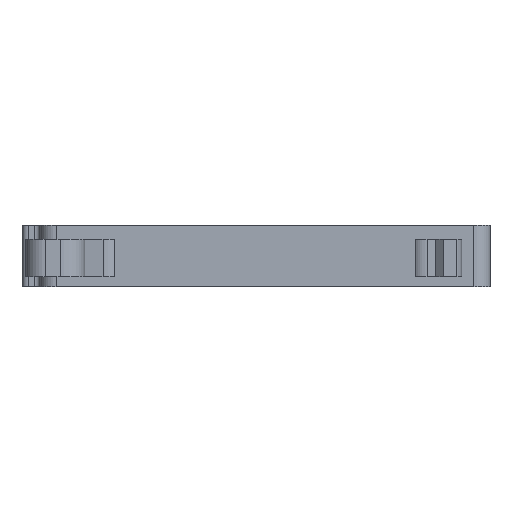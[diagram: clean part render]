
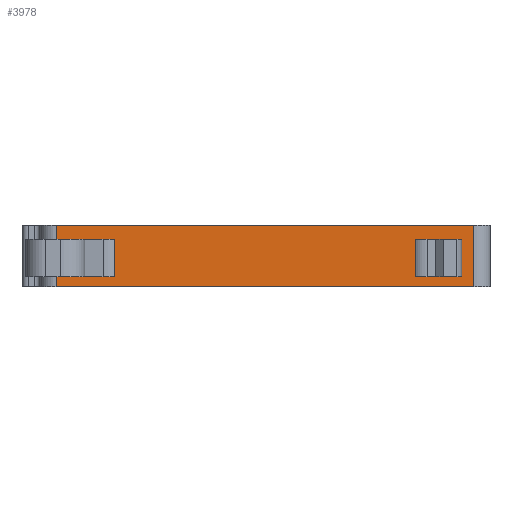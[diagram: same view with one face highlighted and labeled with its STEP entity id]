
A CAD part, front view. The second image highlights one B-rep face of the part: STEP entity #3978.
In plain terms, the highlighted planar face has unit normal (0, -1, 0).
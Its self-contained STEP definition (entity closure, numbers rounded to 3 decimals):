
#132 = ORIENTED_EDGE ( 'NONE', *, *, #394, .F. ) ;
#170 = CARTESIAN_POINT ( 'NONE',  ( -19.5, -2.499, -5. ) ) ;
#215 = VECTOR ( 'NONE', #5205, 1000. ) ;
#383 = ORIENTED_EDGE ( 'NONE', *, *, #1227, .F. ) ;
#394 = EDGE_CURVE ( 'NONE', #4617, #4299, #787, .T. ) ;
#505 = CARTESIAN_POINT ( 'NONE',  ( -19.5, -2.499, -0.15 ) ) ;
#548 = DIRECTION ( 'NONE',  ( -1., 0., 0. ) ) ;
#565 = LINE ( 'NONE', #878, #739 ) ;
#586 = LINE ( 'NONE', #3425, #5989 ) ;
#695 = EDGE_CURVE ( 'NONE', #2320, #1402, #2128, .T. ) ;
#729 = EDGE_CURVE ( 'NONE', #3959, #5225, #4092, .T. ) ;
#739 = VECTOR ( 'NONE', #2944, 1000. ) ;
#787 = LINE ( 'NONE', #2765, #6010 ) ;
#878 = CARTESIAN_POINT ( 'NONE',  ( 18.145, -2.499, -5. ) ) ;
#915 = FACE_BOUND ( 'NONE', #2977, .T. ) ;
#933 = VECTOR ( 'NONE', #2724, 1000. ) ;
#1092 = ORIENTED_EDGE ( 'NONE', *, *, #4789, .F. ) ;
#1197 = VECTOR ( 'NONE', #6021, 1000. ) ;
#1227 = EDGE_CURVE ( 'NONE', #5479, #4662, #2578, .T. ) ;
#1254 = DIRECTION ( 'NONE',  ( 0., 0., -1. ) ) ;
#1272 = VECTOR ( 'NONE', #5970, 1000. ) ;
#1331 = CARTESIAN_POINT ( 'NONE',  ( 19.5, -2.499, 0.8 ) ) ;
#1402 = VERTEX_POINT ( 'NONE', #4170 ) ;
#1422 = CARTESIAN_POINT ( 'NONE',  ( 18.145, -2.499, 4.3 ) ) ;
#1469 = ORIENTED_EDGE ( 'NONE', *, *, #729, .F. ) ;
#1482 = EDGE_LOOP ( 'NONE', ( #5744, #1092, #383, #3077 ) ) ;
#1509 = LINE ( 'NONE', #5007, #4123 ) ;
#1544 = CARTESIAN_POINT ( 'NONE',  ( -18.37, -2.499, 0.8 ) ) ;
#1739 = VERTEX_POINT ( 'NONE', #6680 ) ;
#1828 = DIRECTION ( 'NONE',  ( -1., 0., 0. ) ) ;
#1973 = VERTEX_POINT ( 'NONE', #5311 ) ;
#2128 = LINE ( 'NONE', #2135, #3343 ) ;
#2135 = CARTESIAN_POINT ( 'NONE',  ( 19.5, -2.499, 4.3 ) ) ;
#2140 = EDGE_CURVE ( 'NONE', #5225, #6131, #4212, .T. ) ;
#2304 = CARTESIAN_POINT ( 'NONE',  ( -18.37, -2.499, -5. ) ) ;
#2320 = VERTEX_POINT ( 'NONE', #2813 ) ;
#2466 = VECTOR ( 'NONE', #1254, 1000. ) ;
#2578 = LINE ( 'NONE', #1331, #1197 ) ;
#2692 = VECTOR ( 'NONE', #6448, 1000. ) ;
#2712 = CARTESIAN_POINT ( 'NONE',  ( 19.5, -2.499, 5.6 ) ) ;
#2724 = DIRECTION ( 'NONE',  ( -1., 0., 0. ) ) ;
#2765 = CARTESIAN_POINT ( 'NONE',  ( 19.5, -2.499, 0.8 ) ) ;
#2776 = CARTESIAN_POINT ( 'NONE',  ( -19.5, -2.499, 5.6 ) ) ;
#2813 = CARTESIAN_POINT ( 'NONE',  ( -14.091, -2.499, 4.3 ) ) ;
#2818 = LINE ( 'NONE', #3374, #1272 ) ;
#2824 = EDGE_CURVE ( 'NONE', #4645, #1973, #4513, .T. ) ;
#2944 = DIRECTION ( 'NONE',  ( 0., 0., 1. ) ) ;
#2977 = EDGE_LOOP ( 'NONE', ( #5580, #5997, #132, #4252 ) ) ;
#3056 = EDGE_CURVE ( 'NONE', #1739, #3959, #3723, .T. ) ;
#3077 = ORIENTED_EDGE ( 'NONE', *, *, #3599, .F. ) ;
#3144 = DIRECTION ( 'NONE',  ( -1., 0., 0. ) ) ;
#3343 = VECTOR ( 'NONE', #548, 1000. ) ;
#3374 = CARTESIAN_POINT ( 'NONE',  ( 19.5, -2.499, -5. ) ) ;
#3425 = CARTESIAN_POINT ( 'NONE',  ( 14.083, -2.499, -5. ) ) ;
#3599 = EDGE_CURVE ( 'NONE', #1402, #5479, #5401, .T. ) ;
#3723 = LINE ( 'NONE', #5846, #933 ) ;
#3787 = AXIS2_PLACEMENT_3D ( 'NONE', #4171, #6267, #3144 ) ;
#3959 = VERTEX_POINT ( 'NONE', #505 ) ;
#3978 = ADVANCED_FACE ( 'NONE', ( #4891, #915, #5060 ), #5742, .F. ) ;
#4053 = EDGE_CURVE ( 'NONE', #4299, #4645, #565, .T. ) ;
#4092 = LINE ( 'NONE', #170, #2692 ) ;
#4123 = VECTOR ( 'NONE', #6069, 1000. ) ;
#4170 = CARTESIAN_POINT ( 'NONE',  ( -18.37, -2.499, 4.3 ) ) ;
#4171 = CARTESIAN_POINT ( 'NONE',  ( 19.5, -2.499, -5. ) ) ;
#4212 = LINE ( 'NONE', #6778, #215 ) ;
#4252 = ORIENTED_EDGE ( 'NONE', *, *, #4773, .F. ) ;
#4299 = VERTEX_POINT ( 'NONE', #6324 ) ;
#4347 = ORIENTED_EDGE ( 'NONE', *, *, #4516, .F. ) ;
#4355 = CARTESIAN_POINT ( 'NONE',  ( -14.091, -2.499, 0.8 ) ) ;
#4513 = LINE ( 'NONE', #6542, #6254 ) ;
#4516 = EDGE_CURVE ( 'NONE', #6131, #1739, #2818, .T. ) ;
#4617 = VERTEX_POINT ( 'NONE', #5565 ) ;
#4645 = VERTEX_POINT ( 'NONE', #1422 ) ;
#4662 = VERTEX_POINT ( 'NONE', #4355 ) ;
#4773 = EDGE_CURVE ( 'NONE', #1973, #4617, #586, .T. ) ;
#4789 = EDGE_CURVE ( 'NONE', #4662, #2320, #1509, .T. ) ;
#4891 = FACE_OUTER_BOUND ( 'NONE', #5224, .T. ) ;
#4977 = DIRECTION ( 'NONE',  ( 0., 0., -1. ) ) ;
#5007 = CARTESIAN_POINT ( 'NONE',  ( -14.091, -2.499, -5. ) ) ;
#5060 = FACE_BOUND ( 'NONE', #1482, .T. ) ;
#5205 = DIRECTION ( 'NONE',  ( 1., 0., 0. ) ) ;
#5224 = EDGE_LOOP ( 'NONE', ( #5539, #1469, #5875, #4347 ) ) ;
#5225 = VERTEX_POINT ( 'NONE', #2776 ) ;
#5311 = CARTESIAN_POINT ( 'NONE',  ( 14.083, -2.499, 4.3 ) ) ;
#5355 = DIRECTION ( 'NONE',  ( 1., 0., 0. ) ) ;
#5401 = LINE ( 'NONE', #2304, #2466 ) ;
#5479 = VERTEX_POINT ( 'NONE', #1544 ) ;
#5539 = ORIENTED_EDGE ( 'NONE', *, *, #2140, .F. ) ;
#5565 = CARTESIAN_POINT ( 'NONE',  ( 14.083, -2.499, 0.8 ) ) ;
#5580 = ORIENTED_EDGE ( 'NONE', *, *, #2824, .F. ) ;
#5742 = PLANE ( 'NONE',  #3787 ) ;
#5744 = ORIENTED_EDGE ( 'NONE', *, *, #695, .F. ) ;
#5846 = CARTESIAN_POINT ( 'NONE',  ( 14.174, -2.499, -0.15 ) ) ;
#5875 = ORIENTED_EDGE ( 'NONE', *, *, #3056, .F. ) ;
#5970 = DIRECTION ( 'NONE',  ( 0., 0., -1. ) ) ;
#5989 = VECTOR ( 'NONE', #4977, 1000. ) ;
#5997 = ORIENTED_EDGE ( 'NONE', *, *, #4053, .F. ) ;
#6010 = VECTOR ( 'NONE', #5355, 1000. ) ;
#6021 = DIRECTION ( 'NONE',  ( 1., 0., 0. ) ) ;
#6069 = DIRECTION ( 'NONE',  ( 0., 0., 1. ) ) ;
#6131 = VERTEX_POINT ( 'NONE', #2712 ) ;
#6254 = VECTOR ( 'NONE', #1828, 1000. ) ;
#6267 = DIRECTION ( 'NONE',  ( 0., 1., 0. ) ) ;
#6324 = CARTESIAN_POINT ( 'NONE',  ( 18.145, -2.499, 0.8 ) ) ;
#6448 = DIRECTION ( 'NONE',  ( 0., 0., 1. ) ) ;
#6542 = CARTESIAN_POINT ( 'NONE',  ( 19.5, -2.499, 4.3 ) ) ;
#6680 = CARTESIAN_POINT ( 'NONE',  ( 19.5, -2.499, -0.15 ) ) ;
#6778 = CARTESIAN_POINT ( 'NONE',  ( 19.5, -2.499, 5.6 ) ) ;
